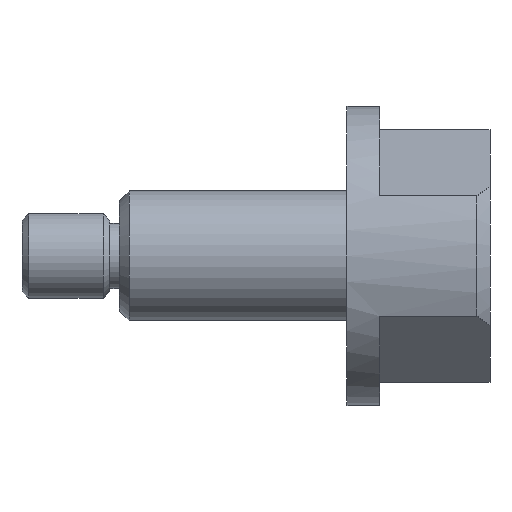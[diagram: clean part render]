
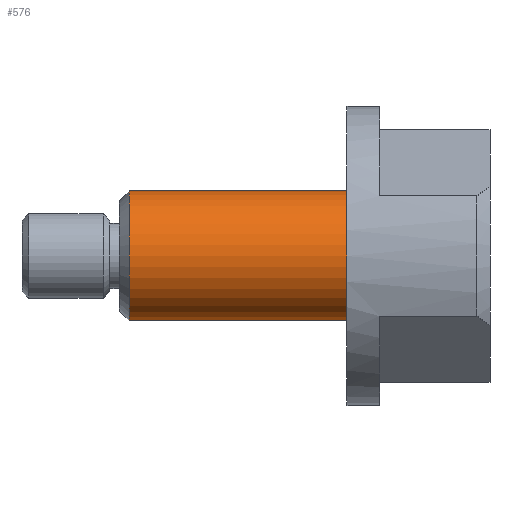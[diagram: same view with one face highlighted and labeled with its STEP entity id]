
A CAD part, left-side view. The second image highlights one B-rep face of the part: STEP entity #576.
In plain terms, the highlighted cylindrical face has radius 2 mm (diameter 4 mm), a partial arc.
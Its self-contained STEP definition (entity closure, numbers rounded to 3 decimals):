
#12 = DIRECTION ( 'NONE',  ( 0., 0., -1. ) ) ;
#45 = LINE ( 'NONE', #888, #861 ) ;
#76 = LINE ( 'NONE', #781, #439 ) ;
#89 = CYLINDRICAL_SURFACE ( 'NONE', #343, 2. ) ;
#92 = ORIENTED_EDGE ( 'NONE', *, *, #149, .T. ) ;
#149 = EDGE_CURVE ( 'NONE', #340, #315, #1073, .T. ) ;
#167 = AXIS2_PLACEMENT_3D ( 'NONE', #499, #1165, #491 ) ;
#168 = ORIENTED_EDGE ( 'NONE', *, *, #1036, .T. ) ;
#220 = CARTESIAN_POINT ( 'NONE',  ( 0., 8.9, 2. ) ) ;
#315 = VERTEX_POINT ( 'NONE', #544 ) ;
#340 = VERTEX_POINT ( 'NONE', #1202 ) ;
#343 = AXIS2_PLACEMENT_3D ( 'NONE', #881, #1145, #12 ) ;
#380 = DIRECTION ( 'NONE',  ( 0., -1., 0. ) ) ;
#384 = VERTEX_POINT ( 'NONE', #1048 ) ;
#439 = VECTOR ( 'NONE', #380, 1000. ) ;
#491 = DIRECTION ( 'NONE',  ( 0., 0., 1. ) ) ;
#499 = CARTESIAN_POINT ( 'NONE',  ( 0., 8.9, 0. ) ) ;
#508 = DIRECTION ( 'NONE',  ( 0., -1., 0. ) ) ;
#522 = EDGE_CURVE ( 'NONE', #384, #340, #76, .T. ) ;
#544 = CARTESIAN_POINT ( 'NONE',  ( 0., 2.2, 2. ) ) ;
#545 = ORIENTED_EDGE ( 'NONE', *, *, #686, .F. ) ;
#559 = ORIENTED_EDGE ( 'NONE', *, *, #522, .T. ) ;
#576 = ADVANCED_FACE ( 'NONE', ( #1070 ), #89, .T. ) ;
#648 = CIRCLE ( 'NONE', #167, 2. ) ;
#686 = EDGE_CURVE ( 'NONE', #736, #315, #45, .T. ) ;
#736 = VERTEX_POINT ( 'NONE', #220 ) ;
#781 = CARTESIAN_POINT ( 'NONE',  ( 0., 9.2, -2. ) ) ;
#811 = CARTESIAN_POINT ( 'NONE',  ( 0., 2.2, 0. ) ) ;
#839 = EDGE_LOOP ( 'NONE', ( #545, #168, #559, #92 ) ) ;
#861 = VECTOR ( 'NONE', #508, 1000. ) ;
#881 = CARTESIAN_POINT ( 'NONE',  ( 0., 9.2, 0. ) ) ;
#888 = CARTESIAN_POINT ( 'NONE',  ( 0., 9.2, 2. ) ) ;
#912 = DIRECTION ( 'NONE',  ( 0., 1., 0. ) ) ;
#1017 = DIRECTION ( 'NONE',  ( 0., 0., 1. ) ) ;
#1036 = EDGE_CURVE ( 'NONE', #736, #384, #648, .T. ) ;
#1048 = CARTESIAN_POINT ( 'NONE',  ( 0., 8.9, -2. ) ) ;
#1070 = FACE_OUTER_BOUND ( 'NONE', #839, .T. ) ;
#1073 = CIRCLE ( 'NONE', #1176, 2. ) ;
#1145 = DIRECTION ( 'NONE',  ( 0., -1., 0. ) ) ;
#1165 = DIRECTION ( 'NONE',  ( 0., -1., 0. ) ) ;
#1176 = AXIS2_PLACEMENT_3D ( 'NONE', #811, #912, #1017 ) ;
#1202 = CARTESIAN_POINT ( 'NONE',  ( 0., 2.2, -2. ) ) ;
